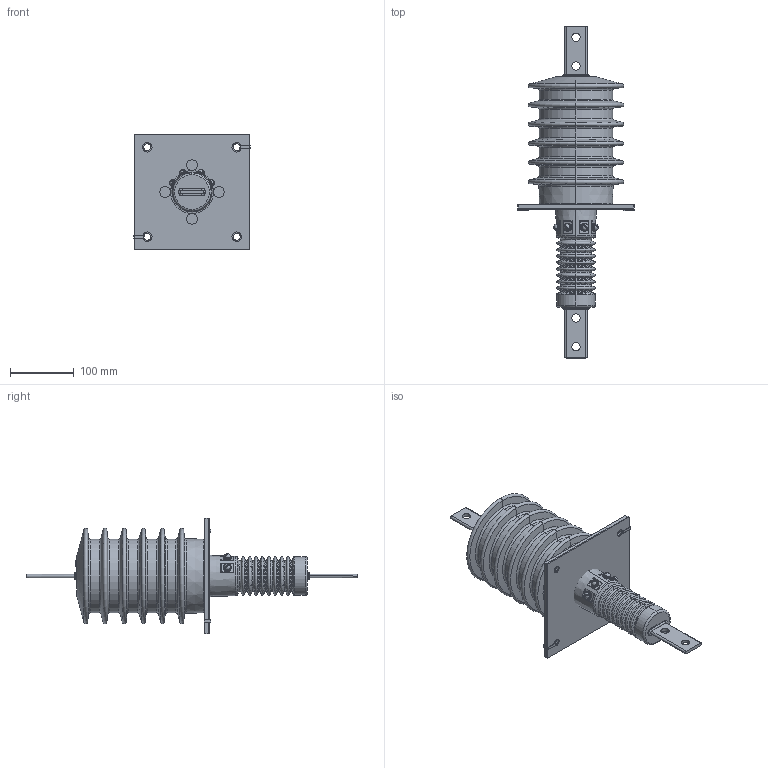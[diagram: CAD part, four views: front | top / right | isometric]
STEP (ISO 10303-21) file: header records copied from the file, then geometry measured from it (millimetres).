
FILE_DESCRIPTION (( 'STEP AP214' ), '1' );
FILE_NAME ('ﾒﾏﾎﾋ-10 III (ﾒﾏﾋ-15 I)-2.2.STEP', '2022-08-04T05:53:29', ( '' ), ( '' ), 'SwSTEP 2.0', 'SolidWorks 2010', '' );
FILE_SCHEMA (( 'AUTOMOTIVE_DESIGN' ));
Length unit declared in the file: millimetre
Products named in the file (1): ﾒﾏﾎﾋ-10 III (ﾒﾏﾋ-15 I)-2.2
Bounding box: 182 x 518.97 x 180 mm (x, y, z)
Volume: 2146359.8 mm3; surface area: 463185.2 mm2
Topology: 29 solids, 29 shells, 962 faces, 2307 edges, 1418 vertices
Faces by surface type: plane 299, cylinder 292, cone 159, torus 136, bspline 68, sphere 8
Entity records: 41769 total; most frequent: CARTESIAN_POINT 8244, DIRECTION 4969, ORIENTED_EDGE 4614, EDGE_CURVE 2307, AXIS2_PLACEMENT_3D 2033, VERTEX_POINT 1418, CIRCLE 1138, EDGE_LOOP 1079
